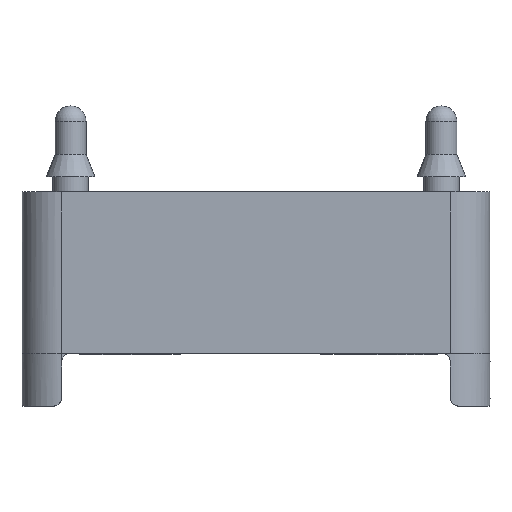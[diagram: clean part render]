
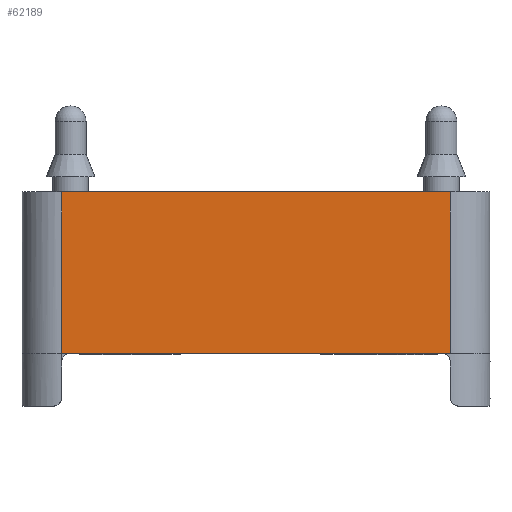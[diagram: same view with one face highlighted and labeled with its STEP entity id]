
A CAD part, front view. The second image highlights one B-rep face of the part: STEP entity #62189.
In plain terms, the highlighted planar face has unit normal (0, -1, 0).
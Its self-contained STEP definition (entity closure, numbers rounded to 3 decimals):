
#1123=CARTESIAN_POINT('',(-21.97,-26.5,-2.0));
#1124=VERTEX_POINT('',#1123);
#3639=CARTESIAN_POINT('',(21.97,-26.5,-2.0));
#3640=VERTEX_POINT('',#3639);
#3648=CARTESIAN_POINT('',(-21.97,-26.5,-2.0));
#3649=DIRECTION('',(1.0,0.0,0.0));
#3650=VECTOR('',#3649,43.94);
#3651=LINE('',#3648,#3650);
#3652=EDGE_CURVE('',#1124,#3640,#3651,.T.);
#61297=CARTESIAN_POINT('',(22.,-26.5,-2.0));
#61298=VERTEX_POINT('',#61297);
#61308=CARTESIAN_POINT('',(21.97,-26.5,-2.0));
#61309=DIRECTION('',(1.0,0.0,0.0));
#61310=VECTOR('',#61309,0.03);
#61311=LINE('',#61308,#61310);
#61312=EDGE_CURVE('',#3640,#61298,#61311,.T.);
#61375=CARTESIAN_POINT('',(-22.,-26.5,-2.0));
#61376=VERTEX_POINT('',#61375);
#61392=CARTESIAN_POINT('',(-22.,-26.5,-2.0));
#61393=DIRECTION('',(1.,0.,0.0));
#61394=VECTOR('',#61393,0.03);
#61395=LINE('',#61392,#61394);
#61396=EDGE_CURVE('',#61376,#1124,#61395,.T.);
#62157=CARTESIAN_POINT('',(22.,-26.5,-2.0));
#62158=DIRECTION('',(0.0,-1.0,0.0));
#62159=DIRECTION('',(0.0,0.0,-1.0));
#62160=AXIS2_PLACEMENT_3D('',#62157,#62158,#62159);
#62161=PLANE('',#62160);
#62162=ORIENTED_EDGE('',*,*,#61396,.T.);
#62163=ORIENTED_EDGE('',*,*,#3652,.T.);
#62164=ORIENTED_EDGE('',*,*,#61312,.T.);
#62165=CARTESIAN_POINT('',(22.,-26.5,16.25));
#62166=VERTEX_POINT('',#62165);
#62167=CARTESIAN_POINT('',(22.,-26.5,-2.0));
#62168=DIRECTION('',(0.0,0.0,1.0));
#62169=VECTOR('',#62168,18.25);
#62170=LINE('',#62167,#62169);
#62171=EDGE_CURVE('',#61298,#62166,#62170,.T.);
#62172=ORIENTED_EDGE('',*,*,#62171,.T.);
#62173=CARTESIAN_POINT('',(-22.,-26.5,16.25));
#62174=VERTEX_POINT('',#62173);
#62175=CARTESIAN_POINT('',(22.,-26.5,16.25));
#62176=DIRECTION('',(-1.0,0.0,0.0));
#62177=VECTOR('',#62176,44.0);
#62178=LINE('',#62175,#62177);
#62179=EDGE_CURVE('',#62166,#62174,#62178,.T.);
#62180=ORIENTED_EDGE('',*,*,#62179,.T.);
#62181=CARTESIAN_POINT('',(-22.,-26.5,-2.0));
#62182=DIRECTION('',(0.0,0.0,1.0));
#62183=VECTOR('',#62182,18.25);
#62184=LINE('',#62181,#62183);
#62185=EDGE_CURVE('',#61376,#62174,#62184,.T.);
#62186=ORIENTED_EDGE('',*,*,#62185,.F.);
#62187=EDGE_LOOP('',(#62162,#62163,#62164,#62172,#62180,#62186));
#62188=FACE_OUTER_BOUND('',#62187,.T.);
#62189=ADVANCED_FACE('',(#62188),#62161,.T.);
